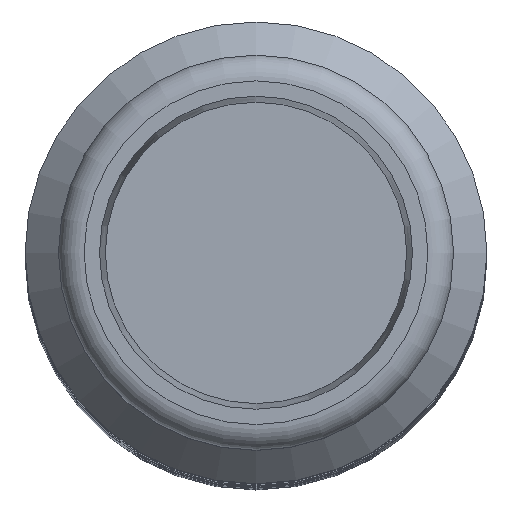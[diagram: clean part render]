
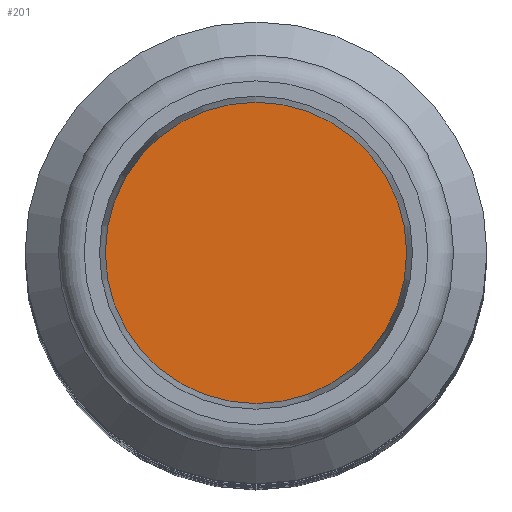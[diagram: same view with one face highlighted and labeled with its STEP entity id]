
A CAD part, top view. The second image highlights one B-rep face of the part: STEP entity #201.
In plain terms, the highlighted planar face has unit normal (0, 0, 1).
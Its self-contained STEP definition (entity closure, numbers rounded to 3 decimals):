
#201 = ADVANCED_FACE( '', ( #622 ), #623, .T. );
#622 = FACE_OUTER_BOUND( '', #1222, .T. );
#623 = PLANE( '', #1223 );
#1222 = EDGE_LOOP( '', ( #1940 ) );
#1223 = AXIS2_PLACEMENT_3D( '', #1941, #1942, #1943 );
#1940 = ORIENTED_EDGE( '', *, *, #2842, .F. );
#1941 = CARTESIAN_POINT( '', ( 2.971, -2.971, 74.75 ) );
#1942 = DIRECTION( '', ( 0., 0., 1. ) );
#1943 = DIRECTION( '', ( 0., 1., 0. ) );
#2842 = EDGE_CURVE( '', #3211, #3211, #3212, .F. );
#3211 = VERTEX_POINT( '', #3754 );
#3212 = CIRCLE( '', #3755, 2.936 );
#3754 = CARTESIAN_POINT( '', ( 0., -2.936, 74.75 ) );
#3755 = AXIS2_PLACEMENT_3D( '', #4617, #4618, #4619 );
#4617 = CARTESIAN_POINT( '', ( 0., 0., 74.75 ) );
#4618 = DIRECTION( '', ( 0., 0., 1. ) );
#4619 = DIRECTION( '', ( 1., 0., 0. ) );
